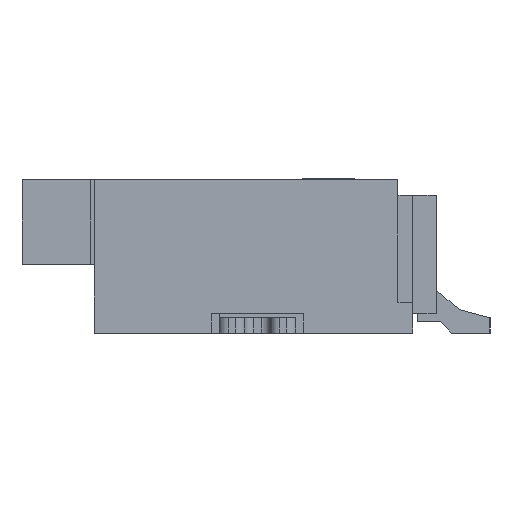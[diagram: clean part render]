
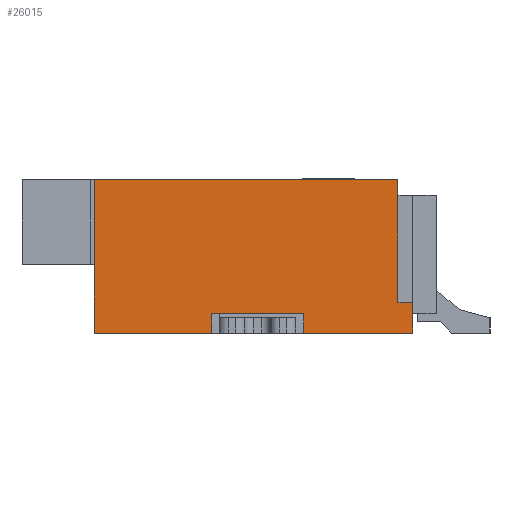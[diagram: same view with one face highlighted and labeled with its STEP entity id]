
A CAD part, left-side view. The second image highlights one B-rep face of the part: STEP entity #26015.
In plain terms, the highlighted planar face has unit normal (-1, 0, 0).
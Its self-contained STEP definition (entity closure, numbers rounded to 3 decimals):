
#20754 = VERTEX_POINT('',#20755);
#20755 = CARTESIAN_POINT('',(-6.2,-0.401,2.));
#20834 = VERTEX_POINT('',#20835);
#20835 = CARTESIAN_POINT('',(-6.2,3.559,2.));
#20841 = EDGE_CURVE('',#20754,#20834,#20842,.T.);
#20842 = LINE('',#20843,#20844);
#20843 = CARTESIAN_POINT('',(-6.2,-0.591,2.));
#20844 = VECTOR('',#20845,1.);
#20845 = DIRECTION('',(0.,1.,0.));
#23198 = VERTEX_POINT('',#23199);
#23199 = CARTESIAN_POINT('',(-6.2,2.029,0.));
#23205 = EDGE_CURVE('',#23206,#23198,#23208,.T.);
#23206 = VERTEX_POINT('',#23207);
#23207 = CARTESIAN_POINT('',(-6.2,3.559,0.));
#23208 = LINE('',#23209,#23210);
#23209 = CARTESIAN_POINT('',(-6.2,-0.591,0.));
#23210 = VECTOR('',#23211,1.);
#23211 = DIRECTION('',(0.,-1.,0.));
#23558 = VERTEX_POINT('',#23559);
#23559 = CARTESIAN_POINT('',(-6.2,-0.591,0.4));
#23565 = EDGE_CURVE('',#23566,#23558,#23568,.T.);
#23566 = VERTEX_POINT('',#23567);
#23567 = CARTESIAN_POINT('',(-6.2,-0.591,0.));
#23568 = LINE('',#23569,#23570);
#23569 = CARTESIAN_POINT('',(-6.2,-0.591,0.));
#23570 = VECTOR('',#23571,1.);
#23571 = DIRECTION('',(0.,0.,1.));
#23661 = EDGE_CURVE('',#20834,#23206,#23662,.T.);
#23662 = LINE('',#23663,#23664);
#23663 = CARTESIAN_POINT('',(-6.2,3.559,0.));
#23664 = VECTOR('',#23665,1.);
#23665 = DIRECTION('',(0.,0.,-1.));
#24345 = EDGE_CURVE('',#24346,#20754,#24348,.T.);
#24346 = VERTEX_POINT('',#24347);
#24347 = CARTESIAN_POINT('',(-6.2,-0.401,0.4));
#24348 = LINE('',#24349,#24350);
#24349 = CARTESIAN_POINT('',(-6.2,-0.401,0.4));
#24350 = VECTOR('',#24351,1.);
#24351 = DIRECTION('',(0.,0.,1.));
#26015 = ADVANCED_FACE('',(#26016),#26059,.F.);
#26016 = FACE_BOUND('',#26017,.T.);
#26017 = EDGE_LOOP('',(#26018,#26019,#26020,#26021,#26022,#26030,#26038,
    #26046,#26052,#26053));
#26018 = ORIENTED_EDGE('',*,*,#24345,.T.);
#26019 = ORIENTED_EDGE('',*,*,#20841,.T.);
#26020 = ORIENTED_EDGE('',*,*,#23661,.T.);
#26021 = ORIENTED_EDGE('',*,*,#23205,.T.);
#26022 = ORIENTED_EDGE('',*,*,#26023,.F.);
#26023 = EDGE_CURVE('',#26024,#23198,#26026,.T.);
#26024 = VERTEX_POINT('',#26025);
#26025 = CARTESIAN_POINT('',(-6.2,2.029,0.25));
#26026 = LINE('',#26027,#26028);
#26027 = CARTESIAN_POINT('',(-6.2,2.029,0.25));
#26028 = VECTOR('',#26029,1.);
#26029 = DIRECTION('',(0.,0.,-1.));
#26030 = ORIENTED_EDGE('',*,*,#26031,.F.);
#26031 = EDGE_CURVE('',#26032,#26024,#26034,.T.);
#26032 = VERTEX_POINT('',#26033);
#26033 = CARTESIAN_POINT('',(-6.2,0.829,0.25));
#26034 = LINE('',#26035,#26036);
#26035 = CARTESIAN_POINT('',(-6.2,1.449,0.25));
#26036 = VECTOR('',#26037,1.);
#26037 = DIRECTION('',(0.,1.,0.));
#26038 = ORIENTED_EDGE('',*,*,#26039,.T.);
#26039 = EDGE_CURVE('',#26032,#26040,#26042,.T.);
#26040 = VERTEX_POINT('',#26041);
#26041 = CARTESIAN_POINT('',(-6.2,0.829,0.));
#26042 = LINE('',#26043,#26044);
#26043 = CARTESIAN_POINT('',(-6.2,0.829,0.25));
#26044 = VECTOR('',#26045,1.);
#26045 = DIRECTION('',(0.,0.,-1.));
#26046 = ORIENTED_EDGE('',*,*,#26047,.T.);
#26047 = EDGE_CURVE('',#26040,#23566,#26048,.T.);
#26048 = LINE('',#26049,#26050);
#26049 = CARTESIAN_POINT('',(-6.2,-0.591,0.));
#26050 = VECTOR('',#26051,1.);
#26051 = DIRECTION('',(0.,-1.,0.));
#26052 = ORIENTED_EDGE('',*,*,#23565,.T.);
#26053 = ORIENTED_EDGE('',*,*,#26054,.F.);
#26054 = EDGE_CURVE('',#24346,#23558,#26055,.T.);
#26055 = LINE('',#26056,#26057);
#26056 = CARTESIAN_POINT('',(-6.2,1.449,0.4));
#26057 = VECTOR('',#26058,1.);
#26058 = DIRECTION('',(0.,-1.,0.));
#26059 = PLANE('',#26060);
#26060 = AXIS2_PLACEMENT_3D('',#26061,#26062,#26063);
#26061 = CARTESIAN_POINT('',(-6.2,1.449,2.));
#26062 = DIRECTION('',(1.,0.,0.));
#26063 = DIRECTION('',(0.,-0.,1.));
